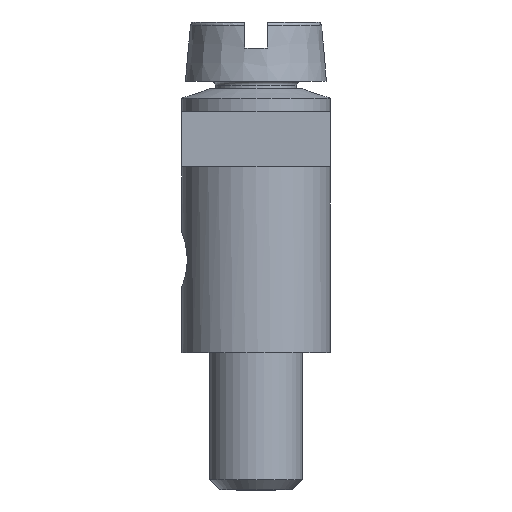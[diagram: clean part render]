
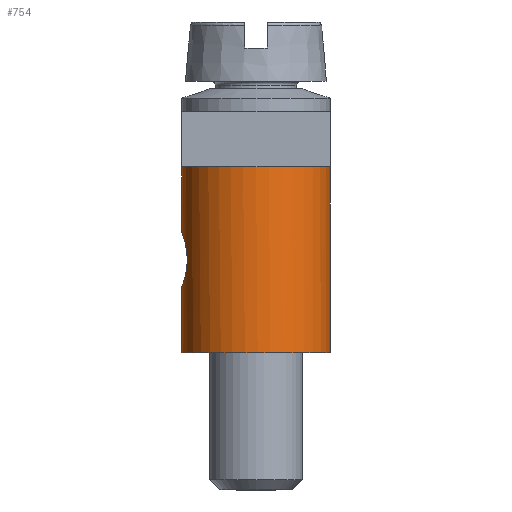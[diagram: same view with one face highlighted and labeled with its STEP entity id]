
A CAD part, left-side view. The second image highlights one B-rep face of the part: STEP entity #754.
In plain terms, the highlighted cylindrical face has radius 2 mm (diameter 4 mm), a partial arc.
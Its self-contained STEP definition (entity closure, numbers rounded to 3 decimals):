
#754 = ADVANCED_FACE( '', ( #1711, #1712 ), #1713, .T. );
#1711 = FACE_BOUND( '', #2808, .T. );
#1712 = FACE_OUTER_BOUND( '', #2809, .T. );
#1713 = CYLINDRICAL_SURFACE( '', #2810, 2. );
#2808 = EDGE_LOOP( '', ( #4875 ) );
#2809 = EDGE_LOOP( '', ( #4876, #4877, #4878, #4879, #4880, #4881 ) );
#2810 = AXIS2_PLACEMENT_3D( '', #4882, #4883, #4884 );
#4875 = ORIENTED_EDGE( '', *, *, #6459, .F. );
#4876 = ORIENTED_EDGE( '', *, *, #5826, .T. );
#4877 = ORIENTED_EDGE( '', *, *, #6239, .F. );
#4878 = ORIENTED_EDGE( '', *, *, #6140, .F. );
#4879 = ORIENTED_EDGE( '', *, *, #6460, .F. );
#4880 = ORIENTED_EDGE( '', *, *, #6234, .F. );
#4881 = ORIENTED_EDGE( '', *, *, #6416, .T. );
#4882 = CARTESIAN_POINT( '', ( 2., 2., 8.7 ) );
#4883 = DIRECTION( '', ( 0., 0., -1. ) );
#4884 = DIRECTION( '', ( 1., 0., 0. ) );
#5826 = EDGE_CURVE( '', #6886, #6891, #6893, .T. );
#6140 = EDGE_CURVE( '', #7389, #7392, #7393, .T. );
#6234 = EDGE_CURVE( '', #7532, #7527, #7534, .T. );
#6239 = EDGE_CURVE( '', #7392, #6891, #7541, .T. );
#6416 = EDGE_CURVE( '', #7532, #6886, #7785, .T. );
#6459 = EDGE_CURVE( '', #7836, #7836, #7837, .T. );
#6460 = EDGE_CURVE( '', #7527, #7389, #7838, .T. );
#6886 = VERTEX_POINT( '', #8593 );
#6891 = VERTEX_POINT( '', #8599 );
#6893 = CIRCLE( '', #8602, 2. );
#7389 = VERTEX_POINT( '', #9804 );
#7392 = VERTEX_POINT( '', #9808 );
#7393 = CIRCLE( '', #9809, 2. );
#7527 = VERTEX_POINT( '', #10126 );
#7532 = VERTEX_POINT( '', #10134 );
#7534 = CIRCLE( '', #10137, 2. );
#7541 = LINE( '', #10147, #10148 );
#7785 = LINE( '', #10694, #10695 );
#7836 = VERTEX_POINT( '', #10847 );
#7837 = B_SPLINE_CURVE_WITH_KNOTS( '', 3, ( #10848, #10849, #10850, #10851, #10852, #10853, #10854, #10855, #10856, #10857, #10858, #10859, #10860, #10861, #10862, #10863, #10864, #10865, #10866, #10867, #10868, #10869, #10870, #10871, #10872, #10873, #10874, #10875, #10876, #10877, #10878, #10879, #10880, #10881 ), .UNSPECIFIED., .T., .F., ( 2, 2, 2, 2, 2, 2, 2, 2, 2, 2, 2, 2, 2, 2, 2, 2, 2, 2, 2 ), ( 0., 0., 0., 0.001, 0.001, 0.001, 0.001, 0.002, 0.002, 0.002, 0.003, 0.003, 0.003, 0.004, 0.004, 0.004, 0.004, 0.005, 0.005 ), .UNSPECIFIED. );
#7838 = CIRCLE( '', #10882, 2. );
#8593 = CARTESIAN_POINT( '', ( 2.174, 0.008, 3.7 ) );
#8599 = CARTESIAN_POINT( '', ( 2., 0., 3.7 ) );
#8602 = AXIS2_PLACEMENT_3D( '', #11510, #11511, #11512 );
#9804 = CARTESIAN_POINT( '', ( 0., 2., 8.7 ) );
#9808 = CARTESIAN_POINT( '', ( 2., 0., 8.7 ) );
#9809 = AXIS2_PLACEMENT_3D( '', #11935, #11936, #11937 );
#10126 = CARTESIAN_POINT( '', ( 2., 4., 8.7 ) );
#10134 = CARTESIAN_POINT( '', ( 2.174, 0.008, 8.7 ) );
#10137 = AXIS2_PLACEMENT_3D( '', #12059, #12060, #12061 );
#10147 = CARTESIAN_POINT( '', ( 2., 0., 8.7 ) );
#10148 = VECTOR( '', #12065, 1000. );
#10694 = CARTESIAN_POINT( '', ( 2.174, 0.008, 8.7 ) );
#10695 = VECTOR( '', #12260, 1000. );
#10847 = CARTESIAN_POINT( '', ( 2., 4., 6.95 ) );
#10848 = CARTESIAN_POINT( '', ( 1.9, 4., 6.95 ) );
#10849 = CARTESIAN_POINT( '', ( 2.1, 4., 6.95 ) );
#10850 = CARTESIAN_POINT( '', ( 2.198, 3.992, 6.93 ) );
#10851 = CARTESIAN_POINT( '', ( 2.38, 3.966, 6.854 ) );
#10852 = CARTESIAN_POINT( '', ( 2.462, 3.947, 6.799 ) );
#10853 = CARTESIAN_POINT( '', ( 2.599, 3.909, 6.662 ) );
#10854 = CARTESIAN_POINT( '', ( 2.655, 3.89, 6.579 ) );
#10855 = CARTESIAN_POINT( '', ( 2.73, 3.863, 6.399 ) );
#10856 = CARTESIAN_POINT( '', ( 2.75, 3.854, 6.299 ) );
#10857 = CARTESIAN_POINT( '', ( 2.75, 3.854, 6.102 ) );
#10858 = CARTESIAN_POINT( '', ( 2.73, 3.862, 6.003 ) );
#10859 = CARTESIAN_POINT( '', ( 2.654, 3.89, 5.82 ) );
#10860 = CARTESIAN_POINT( '', ( 2.599, 3.91, 5.738 ) );
#10861 = CARTESIAN_POINT( '', ( 2.461, 3.947, 5.601 ) );
#10862 = CARTESIAN_POINT( '', ( 2.379, 3.966, 5.545 ) );
#10863 = CARTESIAN_POINT( '', ( 2.198, 3.992, 5.47 ) );
#10864 = CARTESIAN_POINT( '', ( 2.099, 4., 5.45 ) );
#10865 = CARTESIAN_POINT( '', ( 1.902, 4., 5.45 ) );
#10866 = CARTESIAN_POINT( '', ( 1.802, 3.992, 5.47 ) );
#10867 = CARTESIAN_POINT( '', ( 1.621, 3.966, 5.545 ) );
#10868 = CARTESIAN_POINT( '', ( 1.539, 3.947, 5.601 ) );
#10869 = CARTESIAN_POINT( '', ( 1.4, 3.909, 5.739 ) );
#10870 = CARTESIAN_POINT( '', ( 1.345, 3.89, 5.821 ) );
#10871 = CARTESIAN_POINT( '', ( 1.27, 3.862, 6.003 ) );
#10872 = CARTESIAN_POINT( '', ( 1.25, 3.854, 6.101 ) );
#10873 = CARTESIAN_POINT( '', ( 1.25, 3.854, 6.299 ) );
#10874 = CARTESIAN_POINT( '', ( 1.27, 3.863, 6.398 ) );
#10875 = CARTESIAN_POINT( '', ( 1.345, 3.89, 6.579 ) );
#10876 = CARTESIAN_POINT( '', ( 1.401, 3.91, 6.662 ) );
#10877 = CARTESIAN_POINT( '', ( 1.539, 3.947, 6.799 ) );
#10878 = CARTESIAN_POINT( '', ( 1.621, 3.966, 6.854 ) );
#10879 = CARTESIAN_POINT( '', ( 1.803, 3.992, 6.93 ) );
#10880 = CARTESIAN_POINT( '', ( 1.9, 4., 6.95 ) );
#10881 = CARTESIAN_POINT( '', ( 2.1, 4., 6.95 ) );
#10882 = AXIS2_PLACEMENT_3D( '', #12296, #12297, #12298 );
#11510 = CARTESIAN_POINT( '', ( 2., 2., 3.7 ) );
#11511 = DIRECTION( '', ( 0., 0., 1. ) );
#11512 = DIRECTION( '', ( 1., 0., 0. ) );
#11935 = CARTESIAN_POINT( '', ( 2., 2., 8.7 ) );
#11936 = DIRECTION( '', ( 0., 0., 1. ) );
#11937 = DIRECTION( '', ( 1., 0., 0. ) );
#12059 = CARTESIAN_POINT( '', ( 2., 2., 8.7 ) );
#12060 = DIRECTION( '', ( 0., 0., 1. ) );
#12061 = DIRECTION( '', ( 1., 0., 0. ) );
#12065 = DIRECTION( '', ( 0., 0., -1. ) );
#12260 = DIRECTION( '', ( 0., 0., -1. ) );
#12296 = CARTESIAN_POINT( '', ( 2., 2., 8.7 ) );
#12297 = DIRECTION( '', ( 0., 0., 1. ) );
#12298 = DIRECTION( '', ( 1., 0., 0. ) );
